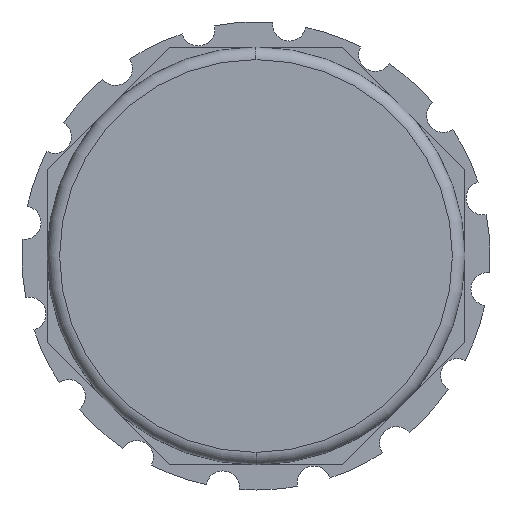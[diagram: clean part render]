
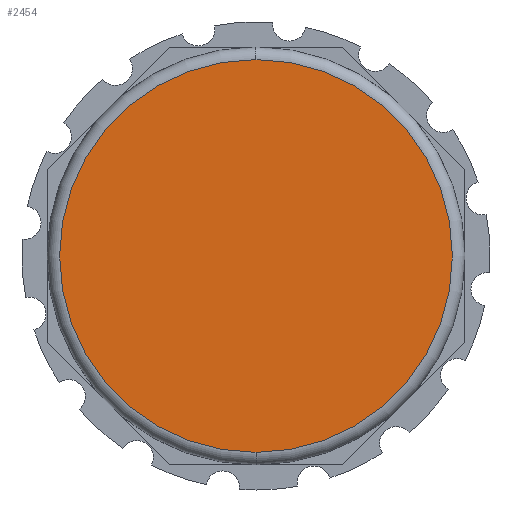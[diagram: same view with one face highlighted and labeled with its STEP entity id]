
A CAD part, left-side view. The second image highlights one B-rep face of the part: STEP entity #2454.
In plain terms, the highlighted planar face has unit normal (-1, 0, 0).
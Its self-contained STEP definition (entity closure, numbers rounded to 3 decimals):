
#2029 = AXIS2_PLACEMENT_3D ( 'NONE', #6584, #6595, #6596 ) ;
#2236 = CIRCLE ( 'NONE', #2238, 23.5 ) ;
#2238 = AXIS2_PLACEMENT_3D ( 'NONE', #3795, #3796, #3797 ) ;
#2264 = CIRCLE ( 'NONE', #2268, 23.5 ) ;
#2268 = AXIS2_PLACEMENT_3D ( 'NONE', #4036, #4037, #4038 ) ;
#2454 = ADVANCED_FACE ( 'NONE', ( #6592 ), #6593, .T. ) ;
#2616 = EDGE_CURVE ( 'NONE', #3031, #2998, #2236, .T. ) ;
#2637 = EDGE_CURVE ( 'NONE', #2998, #3031, #2264, .T. ) ;
#2771 = ORIENTED_EDGE ( 'NONE', *, *, #2637, .F. ) ;
#2772 = ORIENTED_EDGE ( 'NONE', *, *, #2616, .F. ) ;
#2998 = VERTEX_POINT ( 'NONE', #5275 ) ;
#3031 = VERTEX_POINT ( 'NONE', #5304 ) ;
#3128 = EDGE_LOOP ( 'NONE', ( #2771, #2772 ) ) ;
#3795 = CARTESIAN_POINT ( 'NONE',  ( 0., 0., 0. ) ) ;
#3796 = DIRECTION ( 'NONE',  ( 1., 0., 0. ) ) ;
#3797 = DIRECTION ( 'NONE',  ( 0., 0., -1. ) ) ;
#4036 = CARTESIAN_POINT ( 'NONE',  ( 0., 0., 0. ) ) ;
#4037 = DIRECTION ( 'NONE',  ( 1., 0., 0. ) ) ;
#4038 = DIRECTION ( 'NONE',  ( 0., 0., -1. ) ) ;
#5275 = CARTESIAN_POINT ( 'NONE',  ( 0., 0., -23.5 ) ) ;
#5304 = CARTESIAN_POINT ( 'NONE',  ( 0., 0., 23.5 ) ) ;
#6584 = CARTESIAN_POINT ( 'NONE',  ( 0., 0., 0. ) ) ;
#6592 = FACE_OUTER_BOUND ( 'NONE', #3128, .T. ) ;
#6593 = PLANE ( 'NONE',  #2029 ) ;
#6595 = DIRECTION ( 'NONE',  ( -1., 0., 0. ) ) ;
#6596 = DIRECTION ( 'NONE',  ( 0., 0., 1. ) ) ;
